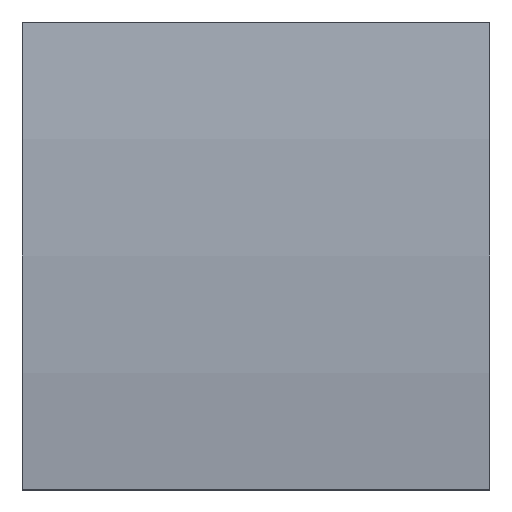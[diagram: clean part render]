
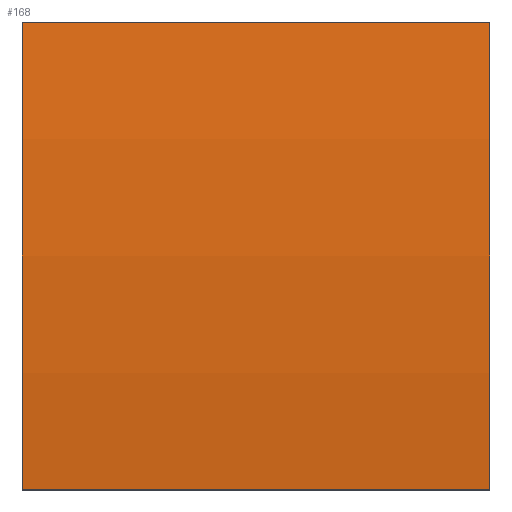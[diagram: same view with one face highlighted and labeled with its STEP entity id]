
A CAD part, left-side view. The second image highlights one B-rep face of the part: STEP entity #168.
In plain terms, the highlighted cylindrical face has radius 77.55 mm (diameter 155.1 mm), a partial arc.
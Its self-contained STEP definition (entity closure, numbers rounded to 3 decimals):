
#14 = CARTESIAN_POINT ( 'NONE',  ( -72.547, 0., -10. ) ) ;
#22 = CARTESIAN_POINT ( 'NONE',  ( -72.547, 20., 10. ) ) ;
#30 = ORIENTED_EDGE ( 'NONE', *, *, #164, .F. ) ;
#34 = VERTEX_POINT ( 'NONE', #14 ) ;
#36 = FACE_OUTER_BOUND ( 'NONE', #147, .T. ) ;
#38 = ORIENTED_EDGE ( 'NONE', *, *, #94, .F. ) ;
#44 = VERTEX_POINT ( 'NONE', #22 ) ;
#49 = CARTESIAN_POINT ( 'NONE',  ( -72.547, 20., -10. ) ) ;
#59 = CARTESIAN_POINT ( 'NONE',  ( -72.547, 0., 10. ) ) ;
#60 = CIRCLE ( 'NONE', #68, 77.55 ) ;
#62 = AXIS2_PLACEMENT_3D ( 'NONE', #201, #70, #138 ) ;
#64 = CARTESIAN_POINT ( 'NONE',  ( 4.355, 0., 0. ) ) ;
#66 = AXIS2_PLACEMENT_3D ( 'NONE', #146, #148, #140 ) ;
#68 = AXIS2_PLACEMENT_3D ( 'NONE', #64, #72, #129 ) ;
#70 = DIRECTION ( 'NONE',  ( 0., -1., 0. ) ) ;
#72 = DIRECTION ( 'NONE',  ( 0., 1., 0. ) ) ;
#82 = VECTOR ( 'NONE', #124, 1000. ) ;
#91 = ORIENTED_EDGE ( 'NONE', *, *, #169, .T. ) ;
#93 = CIRCLE ( 'NONE', #66, 77.55 ) ;
#94 = EDGE_CURVE ( 'NONE', #44, #197, #158, .T. ) ;
#102 = DIRECTION ( 'NONE',  ( 0., -1., 0. ) ) ;
#105 = ORIENTED_EDGE ( 'NONE', *, *, #159, .T. ) ;
#119 = VECTOR ( 'NONE', #102, 1000. ) ;
#124 = DIRECTION ( 'NONE',  ( 0., -1., 0. ) ) ;
#129 = DIRECTION ( 'NONE',  ( 0., 0., 1. ) ) ;
#138 = DIRECTION ( 'NONE',  ( 0., 0., -1. ) ) ;
#140 = DIRECTION ( 'NONE',  ( 0., 0., 1. ) ) ;
#146 = CARTESIAN_POINT ( 'NONE',  ( 4.355, 20., 0. ) ) ;
#147 = EDGE_LOOP ( 'NONE', ( #91, #38, #30, #105 ) ) ;
#148 = DIRECTION ( 'NONE',  ( 0., 1., 0. ) ) ;
#152 = LINE ( 'NONE', #49, #82 ) ;
#158 = LINE ( 'NONE', #170, #119 ) ;
#159 = EDGE_CURVE ( 'NONE', #189, #34, #152, .T. ) ;
#164 = EDGE_CURVE ( 'NONE', #189, #44, #93, .T. ) ;
#166 = CYLINDRICAL_SURFACE ( 'NONE', #62, 77.55 ) ;
#168 = ADVANCED_FACE ( 'NONE', ( #36 ), #166, .T. ) ;
#169 = EDGE_CURVE ( 'NONE', #34, #197, #60, .T. ) ;
#170 = CARTESIAN_POINT ( 'NONE',  ( -72.547, 20., 10. ) ) ;
#184 = CARTESIAN_POINT ( 'NONE',  ( -72.547, 20., -10. ) ) ;
#189 = VERTEX_POINT ( 'NONE', #184 ) ;
#197 = VERTEX_POINT ( 'NONE', #59 ) ;
#201 = CARTESIAN_POINT ( 'NONE',  ( 4.355, 20., 0. ) ) ;
